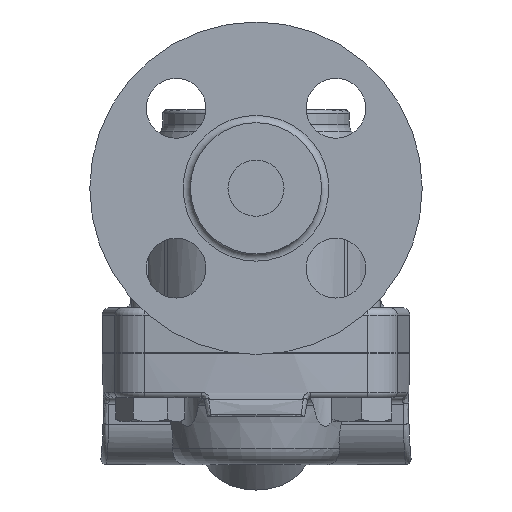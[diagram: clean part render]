
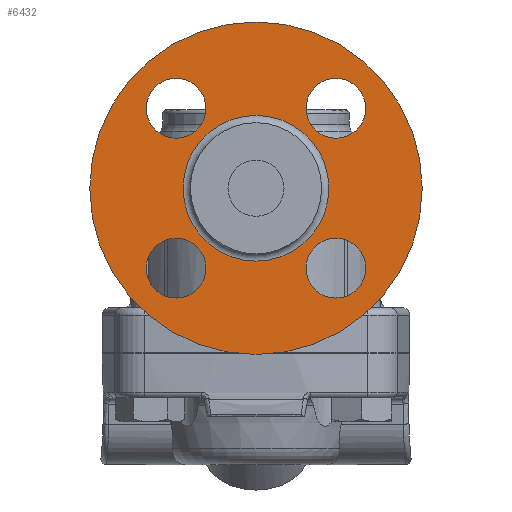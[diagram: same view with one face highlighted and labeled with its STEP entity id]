
A CAD part, left-side view. The second image highlights one B-rep face of the part: STEP entity #6432.
In plain terms, the highlighted planar face has unit normal (-1, 0, 0).
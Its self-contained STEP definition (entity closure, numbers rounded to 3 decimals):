
#535=FACE_BOUND('',#1759,.T.);
#536=FACE_BOUND('',#1760,.T.);
#537=FACE_BOUND('',#1761,.T.);
#538=FACE_BOUND('',#1762,.T.);
#539=FACE_BOUND('',#1763,.T.);
#604=PLANE('',#6907);
#1332=FACE_OUTER_BOUND('',#1758,.T.);
#1758=EDGE_LOOP('',(#4355,#4356));
#1759=EDGE_LOOP('',(#4357,#4358));
#1760=EDGE_LOOP('',(#4359,#4360));
#1761=EDGE_LOOP('',(#4361,#4362));
#1762=EDGE_LOOP('',(#4363,#4364));
#1763=EDGE_LOOP('',(#4365));
#2209=CIRCLE('',#6872,8.);
#2210=CIRCLE('',#6873,8.);
#2212=CIRCLE('',#6876,8.);
#2213=CIRCLE('',#6877,8.);
#2215=CIRCLE('',#6880,8.);
#2216=CIRCLE('',#6881,8.);
#2218=CIRCLE('',#6884,8.);
#2219=CIRCLE('',#6885,8.);
#2226=CIRCLE('',#6895,44.5);
#2227=CIRCLE('',#6896,44.5);
#2231=CIRCLE('',#6903,19.51);
#2614=VERTEX_POINT('',#9276);
#2615=VERTEX_POINT('',#9277);
#2617=VERTEX_POINT('',#9284);
#2618=VERTEX_POINT('',#9285);
#2620=VERTEX_POINT('',#9292);
#2621=VERTEX_POINT('',#9293);
#2623=VERTEX_POINT('',#9300);
#2624=VERTEX_POINT('',#9301);
#2631=VERTEX_POINT('',#9321);
#2632=VERTEX_POINT('',#9323);
#2635=VERTEX_POINT('',#9335);
#3255=EDGE_CURVE('',#2614,#2615,#2209,.T.);
#3256=EDGE_CURVE('',#2615,#2614,#2210,.T.);
#3259=EDGE_CURVE('',#2617,#2618,#2212,.T.);
#3260=EDGE_CURVE('',#2618,#2617,#2213,.T.);
#3263=EDGE_CURVE('',#2620,#2621,#2215,.T.);
#3264=EDGE_CURVE('',#2621,#2620,#2216,.T.);
#3267=EDGE_CURVE('',#2623,#2624,#2218,.T.);
#3268=EDGE_CURVE('',#2624,#2623,#2219,.T.);
#3278=EDGE_CURVE('',#2632,#2631,#2226,.T.);
#3279=EDGE_CURVE('',#2631,#2632,#2227,.T.);
#3284=EDGE_CURVE('',#2635,#2635,#2231,.T.);
#4355=ORIENTED_EDGE('',*,*,#3278,.T.);
#4356=ORIENTED_EDGE('',*,*,#3279,.T.);
#4357=ORIENTED_EDGE('',*,*,#3255,.T.);
#4358=ORIENTED_EDGE('',*,*,#3256,.T.);
#4359=ORIENTED_EDGE('',*,*,#3259,.T.);
#4360=ORIENTED_EDGE('',*,*,#3260,.T.);
#4361=ORIENTED_EDGE('',*,*,#3263,.T.);
#4362=ORIENTED_EDGE('',*,*,#3264,.T.);
#4363=ORIENTED_EDGE('',*,*,#3267,.T.);
#4364=ORIENTED_EDGE('',*,*,#3268,.T.);
#4365=ORIENTED_EDGE('',*,*,#3284,.T.);
#6432=ADVANCED_FACE('',(#1332,#535,#536,#537,#538,#539),#604,.F.);
#6872=AXIS2_PLACEMENT_3D('',#9278,#7600,#7601);
#6873=AXIS2_PLACEMENT_3D('',#9279,#7602,#7603);
#6876=AXIS2_PLACEMENT_3D('',#9286,#7609,#7610);
#6877=AXIS2_PLACEMENT_3D('',#9287,#7611,#7612);
#6880=AXIS2_PLACEMENT_3D('',#9294,#7618,#7619);
#6881=AXIS2_PLACEMENT_3D('',#9295,#7620,#7621);
#6884=AXIS2_PLACEMENT_3D('',#9302,#7627,#7628);
#6885=AXIS2_PLACEMENT_3D('',#9303,#7629,#7630);
#6895=AXIS2_PLACEMENT_3D('',#9324,#7652,#7653);
#6896=AXIS2_PLACEMENT_3D('',#9325,#7654,#7655);
#6903=AXIS2_PLACEMENT_3D('',#9336,#7669,#7670);
#6907=AXIS2_PLACEMENT_3D('',#9342,#7677,#7678);
#7600=DIRECTION('center_axis',(1.,0.,0.));
#7601=DIRECTION('ref_axis',(0.,1.,0.));
#7602=DIRECTION('center_axis',(1.,0.,0.));
#7603=DIRECTION('ref_axis',(0.,1.,0.));
#7609=DIRECTION('center_axis',(1.,0.,0.));
#7610=DIRECTION('ref_axis',(0.,0.,
1.));
#7611=DIRECTION('center_axis',(1.,0.,0.));
#7612=DIRECTION('ref_axis',(0.,0.,
1.));
#7618=DIRECTION('center_axis',(1.,0.,0.));
#7619=DIRECTION('ref_axis',(0.,-1.,0.));
#7620=DIRECTION('center_axis',(1.,0.,0.));
#7621=DIRECTION('ref_axis',(0.,-1.,0.));
#7627=DIRECTION('center_axis',(1.,0.,0.));
#7628=DIRECTION('ref_axis',(0.,0.,-1.));
#7629=DIRECTION('center_axis',(1.,0.,0.));
#7630=DIRECTION('ref_axis',(0.,0.,-1.));
#7652=DIRECTION('center_axis',(-1.,0.,0.));
#7653=DIRECTION('ref_axis',(0.,0.,1.));
#7654=DIRECTION('center_axis',(-1.,0.,0.));
#7655=DIRECTION('ref_axis',(0.,0.,1.));
#7669=DIRECTION('center_axis',(1.,0.,0.));
#7670=DIRECTION('ref_axis',(0.,0.,
1.));
#7677=DIRECTION('center_axis',(1.,0.,0.));
#7678=DIRECTION('ref_axis',(0.,0.,-1.));
#9276=CARTESIAN_POINT('',(-82.9,-13.39,65.39));
#9277=CARTESIAN_POINT('',(-82.9,-29.39,65.39));
#9278=CARTESIAN_POINT('Origin',(-82.9,-21.39,65.39));
#9279=CARTESIAN_POINT('Origin',(-82.9,-21.39,65.39));
#9284=CARTESIAN_POINT('',(-82.9,-21.39,30.61));
#9285=CARTESIAN_POINT('',(-82.9,-21.39,14.61));
#9286=CARTESIAN_POINT('Origin',(-82.9,-21.39,22.61));
#9287=CARTESIAN_POINT('Origin',(-82.9,-21.39,22.61));
#9292=CARTESIAN_POINT('',(-82.9,13.39,22.61));
#9293=CARTESIAN_POINT('',(-82.9,29.39,22.61));
#9294=CARTESIAN_POINT('Origin',(-82.9,21.39,22.61));
#9295=CARTESIAN_POINT('Origin',(-82.9,21.39,22.61));
#9300=CARTESIAN_POINT('',(-82.9,21.39,57.39));
#9301=CARTESIAN_POINT('',(-82.9,21.39,73.39));
#9302=CARTESIAN_POINT('Origin',(-82.9,21.39,65.39));
#9303=CARTESIAN_POINT('Origin',(-82.9,21.39,65.39));
#9321=CARTESIAN_POINT('',(-82.9,0.,-0.5));
#9323=CARTESIAN_POINT('',(-82.9,0.,88.5));
#9324=CARTESIAN_POINT('Origin',(-82.9,0.,44.));
#9325=CARTESIAN_POINT('Origin',(-82.9,0.,44.));
#9335=CARTESIAN_POINT('',(-82.9,0.,24.49));
#9336=CARTESIAN_POINT('Origin',(-82.9,0.,44.));
#9342=CARTESIAN_POINT('Origin',(-82.9,0.,75.025));
